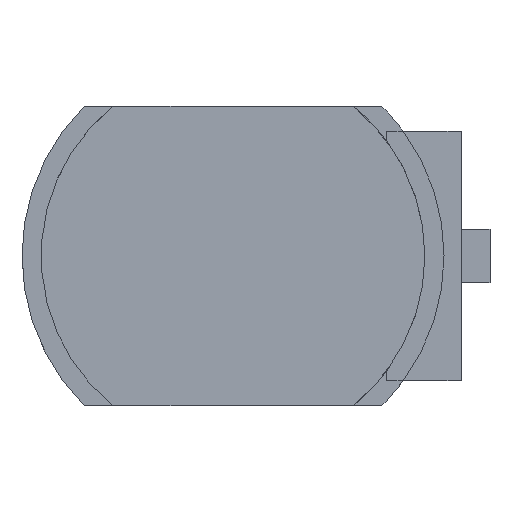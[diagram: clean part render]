
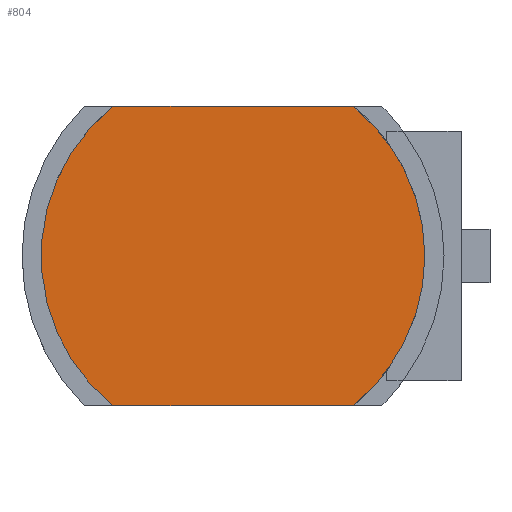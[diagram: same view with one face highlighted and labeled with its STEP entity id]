
A CAD part, top view. The second image highlights one B-rep face of the part: STEP entity #804.
In plain terms, the highlighted planar face has unit normal (0, 0, 1).
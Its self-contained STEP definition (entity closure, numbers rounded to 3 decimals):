
#627 = VERTEX_POINT('',#628);
#628 = CARTESIAN_POINT('',(-7.958,7.8,1.));
#634 = EDGE_CURVE('',#627,#635,#637,.T.);
#635 = VERTEX_POINT('',#636);
#636 = CARTESIAN_POINT('',(4.558,7.8,1.));
#637 = LINE('',#638,#639);
#638 = CARTESIAN_POINT('',(-7.648,7.8,1.));
#639 = VECTOR('',#640,1.);
#640 = DIRECTION('',(1.,0.,0.));
#702 = VERTEX_POINT('',#703);
#703 = CARTESIAN_POINT('',(-7.958,-7.8,1.));
#709 = EDGE_CURVE('',#702,#710,#712,.T.);
#710 = VERTEX_POINT('',#711);
#711 = CARTESIAN_POINT('',(4.558,-7.8,1.));
#712 = LINE('',#713,#714);
#713 = CARTESIAN_POINT('',(-7.648,-7.8,1.));
#714 = VECTOR('',#715,1.);
#715 = DIRECTION('',(1.,0.,0.));
#764 = VERTEX_POINT('',#765);
#765 = CARTESIAN_POINT('',(8.3,0.,1.));
#774 = EDGE_CURVE('',#710,#764,#775,.T.);
#775 = CIRCLE('',#776,10.);
#776 = AXIS2_PLACEMENT_3D('',#777,#778,#779);
#777 = CARTESIAN_POINT('',(-1.7,0.,1.));
#778 = DIRECTION('',(0.,0.,1.));
#779 = DIRECTION('',(1.,0.,0.));
#791 = EDGE_CURVE('',#764,#635,#792,.T.);
#792 = CIRCLE('',#793,10.);
#793 = AXIS2_PLACEMENT_3D('',#794,#795,#796);
#794 = CARTESIAN_POINT('',(-1.7,0.,1.));
#795 = DIRECTION('',(0.,0.,1.));
#796 = DIRECTION('',(1.,0.,0.));
#804 = ADVANCED_FACE('',(#805),#818,.T.);
#805 = FACE_BOUND('',#806,.T.);
#806 = EDGE_LOOP('',(#807,#808,#809,#810,#817));
#807 = ORIENTED_EDGE('',*,*,#774,.T.);
#808 = ORIENTED_EDGE('',*,*,#791,.T.);
#809 = ORIENTED_EDGE('',*,*,#634,.F.);
#810 = ORIENTED_EDGE('',*,*,#811,.T.);
#811 = EDGE_CURVE('',#627,#702,#812,.T.);
#812 = CIRCLE('',#813,10.);
#813 = AXIS2_PLACEMENT_3D('',#814,#815,#816);
#814 = CARTESIAN_POINT('',(-1.7,0.,1.));
#815 = DIRECTION('',(0.,0.,1.));
#816 = DIRECTION('',(1.,0.,0.));
#817 = ORIENTED_EDGE('',*,*,#709,.T.);
#818 = PLANE('',#819);
#819 = AXIS2_PLACEMENT_3D('',#820,#821,#822);
#820 = CARTESIAN_POINT('',(-1.7,0.,1.));
#821 = DIRECTION('',(0.,0.,1.));
#822 = DIRECTION('',(1.,0.,0.));
